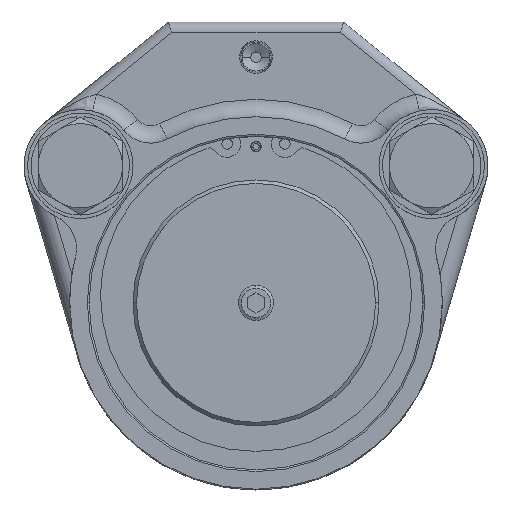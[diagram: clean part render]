
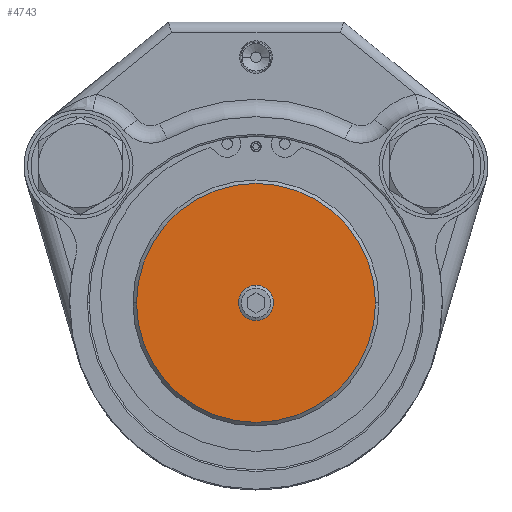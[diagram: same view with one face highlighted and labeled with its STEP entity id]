
A CAD part, top view. The second image highlights one B-rep face of the part: STEP entity #4743.
In plain terms, the highlighted planar face has unit normal (0, 0, 1).
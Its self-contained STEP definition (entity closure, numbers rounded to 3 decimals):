
#911 = CARTESIAN_POINT ( 'NONE',  ( 0., 0., 103.7 ) ) ;
#1059 = DIRECTION ( 'NONE',  ( -1., 0., 0. ) ) ;
#1104 = ORIENTED_EDGE ( 'NONE', *, *, #28363, .T. ) ;
#1442 = FACE_OUTER_BOUND ( 'NONE', #18241, .T. ) ;
#1718 = DIRECTION ( 'NONE',  ( 0., 0., 1. ) ) ;
#2259 = ORIENTED_EDGE ( 'NONE', *, *, #22777, .F. ) ;
#2718 = CIRCLE ( 'NONE', #32074, 5. ) ;
#3650 = AXIS2_PLACEMENT_3D ( 'NONE', #8275, #25672, #1059 ) ;
#3776 = EDGE_CURVE ( 'NONE', #15796, #21120, #30250, .T. ) ;
#4193 = ORIENTED_EDGE ( 'NONE', *, *, #3776, .T. ) ;
#4743 = ADVANCED_FACE ( 'NONE', ( #13918, #1442 ), #11454, .F. ) ;
#5094 = AXIS2_PLACEMENT_3D ( 'NONE', #24199, #1718, #28803 ) ;
#6896 = AXIS2_PLACEMENT_3D ( 'NONE', #8742, #28431, #23830 ) ;
#8275 = CARTESIAN_POINT ( 'NONE',  ( 0., 0., 103.7 ) ) ;
#8730 = DIRECTION ( 'NONE',  ( 0., 0., -1. ) ) ;
#8742 = CARTESIAN_POINT ( 'NONE',  ( 0., 0., 103.7 ) ) ;
#9523 = CIRCLE ( 'NONE', #6896, 5. ) ;
#10125 = VERTEX_POINT ( 'NONE', #20136 ) ;
#11454 = PLANE ( 'NONE',  #26112 ) ;
#13483 = DIRECTION ( 'NONE',  ( -1., 0., 0. ) ) ;
#13918 = FACE_BOUND ( 'NONE', #22081, .T. ) ;
#14153 = CIRCLE ( 'NONE', #3650, 34. ) ;
#15756 = VERTEX_POINT ( 'NONE', #19455 ) ;
#15796 = VERTEX_POINT ( 'NONE', #25662 ) ;
#16006 = DIRECTION ( 'NONE',  ( 0., 0., 1. ) ) ;
#18241 = EDGE_LOOP ( 'NONE', ( #1104, #4193 ) ) ;
#19455 = CARTESIAN_POINT ( 'NONE',  ( 0., -5., 103.7 ) ) ;
#20136 = CARTESIAN_POINT ( 'NONE',  ( 0., 5., 103.7 ) ) ;
#21120 = VERTEX_POINT ( 'NONE', #29950 ) ;
#22081 = EDGE_LOOP ( 'NONE', ( #31124, #2259 ) ) ;
#22777 = EDGE_CURVE ( 'NONE', #10125, #15756, #9523, .T. ) ;
#23332 = EDGE_CURVE ( 'NONE', #15756, #10125, #2718, .T. ) ;
#23830 = DIRECTION ( 'NONE',  ( -1., 0., 0. ) ) ;
#24199 = CARTESIAN_POINT ( 'NONE',  ( 0., 0., 103.7 ) ) ;
#25662 = CARTESIAN_POINT ( 'NONE',  ( 34., 0., 103.7 ) ) ;
#25672 = DIRECTION ( 'NONE',  ( 0., 0., 1. ) ) ;
#26112 = AXIS2_PLACEMENT_3D ( 'NONE', #29070, #8730, #13483 ) ;
#28363 = EDGE_CURVE ( 'NONE', #21120, #15796, #14153, .T. ) ;
#28431 = DIRECTION ( 'NONE',  ( 0., 0., 1. ) ) ;
#28803 = DIRECTION ( 'NONE',  ( -1., 0., 0. ) ) ;
#29070 = CARTESIAN_POINT ( 'NONE',  ( 0., 0., 103.7 ) ) ;
#29950 = CARTESIAN_POINT ( 'NONE',  ( -34., 0., 103.7 ) ) ;
#30250 = CIRCLE ( 'NONE', #5094, 34. ) ;
#31103 = DIRECTION ( 'NONE',  ( -1., 0., 0. ) ) ;
#31124 = ORIENTED_EDGE ( 'NONE', *, *, #23332, .F. ) ;
#32074 = AXIS2_PLACEMENT_3D ( 'NONE', #911, #16006, #31103 ) ;
